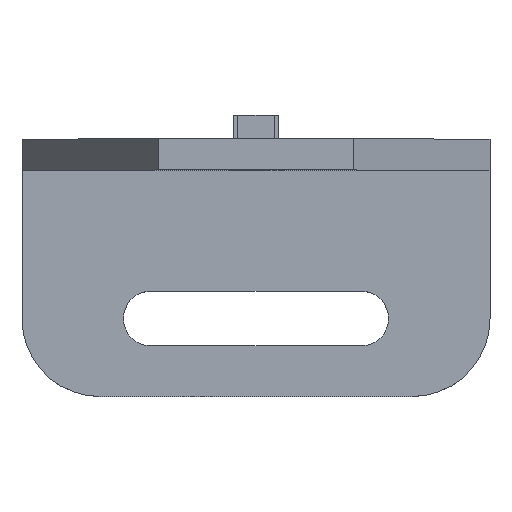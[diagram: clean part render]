
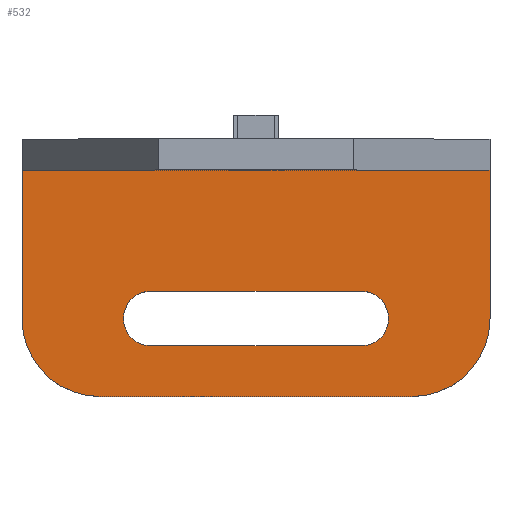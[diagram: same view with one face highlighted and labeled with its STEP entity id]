
A CAD part, top view. The second image highlights one B-rep face of the part: STEP entity #532.
In plain terms, the highlighted planar face has unit normal (0, 0, 1).
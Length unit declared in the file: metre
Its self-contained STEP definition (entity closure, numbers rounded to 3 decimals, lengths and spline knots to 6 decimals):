
#18=CIRCLE('',#576,0.0035);
#19=CIRCLE('',#577,0.0035);
#20=CIRCLE('',#578,0.01);
#21=CIRCLE('',#579,0.01);
#30=ORIENTED_EDGE('',*,*,#182,.T.);
#31=ORIENTED_EDGE('',*,*,#183,.F.);
#32=ORIENTED_EDGE('',*,*,#184,.F.);
#33=ORIENTED_EDGE('',*,*,#185,.F.);
#34=ORIENTED_EDGE('',*,*,#186,.T.);
#35=ORIENTED_EDGE('',*,*,#187,.T.);
#36=ORIENTED_EDGE('',*,*,#188,.F.);
#37=ORIENTED_EDGE('',*,*,#189,.T.);
#38=ORIENTED_EDGE('',*,*,#190,.F.);
#39=ORIENTED_EDGE('',*,*,#191,.T.);
#182=EDGE_CURVE('',#258,#259,#308,.T.);
#183=EDGE_CURVE('',#260,#259,#18,.T.);
#184=EDGE_CURVE('',#261,#260,#309,.T.);
#185=EDGE_CURVE('',#258,#261,#19,.T.);
#186=EDGE_CURVE('',#262,#263,#310,.T.);
#187=EDGE_CURVE('',#263,#264,#20,.F.);
#188=EDGE_CURVE('',#265,#264,#311,.T.);
#189=EDGE_CURVE('',#265,#266,#21,.F.);
#190=EDGE_CURVE('',#267,#266,#312,.T.);
#191=EDGE_CURVE('',#267,#262,#313,.T.);
#258=VERTEX_POINT('',#770);
#259=VERTEX_POINT('',#771);
#260=VERTEX_POINT('',#773);
#261=VERTEX_POINT('',#775);
#262=VERTEX_POINT('',#778);
#263=VERTEX_POINT('',#779);
#264=VERTEX_POINT('',#781);
#265=VERTEX_POINT('',#783);
#266=VERTEX_POINT('',#785);
#267=VERTEX_POINT('',#787);
#308=LINE('',#769,#372);
#309=LINE('',#774,#373);
#310=LINE('',#777,#374);
#311=LINE('',#782,#375);
#312=LINE('',#786,#376);
#313=LINE('',#788,#377);
#372=VECTOR('',#621,1.);
#373=VECTOR('',#624,1.);
#374=VECTOR('',#627,1.);
#375=VECTOR('',#630,1.);
#376=VECTOR('',#633,1.);
#377=VECTOR('',#634,1.);
#436=EDGE_LOOP('',(#30,#31,#32,#33));
#437=EDGE_LOOP('',(#34,#35,#36,#37,#38,#39));
#472=FACE_BOUND('',#436,.T.);
#473=FACE_BOUND('',#437,.T.);
#508=PLANE('',#575);
#532=ADVANCED_FACE('',(#472,#473),#508,.F.);
#575=AXIS2_PLACEMENT_3D('',#768,#619,#620);
#576=AXIS2_PLACEMENT_3D('',#772,#622,#623);
#577=AXIS2_PLACEMENT_3D('',#776,#625,#626);
#578=AXIS2_PLACEMENT_3D('',#780,#628,#629);
#579=AXIS2_PLACEMENT_3D('',#784,#631,#632);
#619=DIRECTION('',(0.,0.,-1.));
#620=DIRECTION('',(0.,1.,0.));
#621=DIRECTION('',(1.,0.,0.));
#622=DIRECTION('',(0.,0.,1.));
#623=DIRECTION('',(0.,-1.,0.));
#624=DIRECTION('',(1.,0.,0.));
#625=DIRECTION('',(0.,0.,1.));
#626=DIRECTION('',(0.,-1.,0.));
#627=DIRECTION('',(0.,-1.,0.));
#628=DIRECTION('',(0.,0.,-1.));
#629=DIRECTION('',(0.,1.,0.));
#630=DIRECTION('',(-1.,0.,0.));
#631=DIRECTION('',(0.,0.,-1.));
#632=DIRECTION('',(0.,1.,0.));
#633=DIRECTION('',(0.,-1.,0.));
#634=DIRECTION('',(-1.,0.,0.));
#768=CARTESIAN_POINT('',(0.025,-0.0185,0.004));
#769=CARTESIAN_POINT('',(0.0125,-0.0195,0.004));
#770=CARTESIAN_POINT('',(-0.001,-0.0195,0.004));
#771=CARTESIAN_POINT('',(0.026,-0.0195,0.004));
#772=CARTESIAN_POINT('',(0.026,-0.023,0.004));
#773=CARTESIAN_POINT('',(0.026,-0.0265,0.004));
#774=CARTESIAN_POINT('',(0.0125,-0.0265,0.004));
#775=CARTESIAN_POINT('',(-0.001,-0.0265,0.004));
#776=CARTESIAN_POINT('',(-0.001,-0.023,0.004));
#777=CARTESIAN_POINT('',(-0.0175,-0.0165,0.004));
#778=CARTESIAN_POINT('',(-0.0175,-0.004,0.004));
#779=CARTESIAN_POINT('',(-0.0175,-0.023,0.004));
#780=CARTESIAN_POINT('',(-0.0075,-0.023,0.004));
#781=CARTESIAN_POINT('',(-0.0075,-0.033,0.004));
#782=CARTESIAN_POINT('',(0.025,-0.033,0.004));
#783=CARTESIAN_POINT('',(0.0325,-0.033,0.004));
#784=CARTESIAN_POINT('',(0.0325,-0.023,0.004));
#785=CARTESIAN_POINT('',(0.0425,-0.023,0.004));
#786=CARTESIAN_POINT('',(0.0425,-0.0165,0.004));
#787=CARTESIAN_POINT('',(0.0425,-0.004,0.004));
#788=CARTESIAN_POINT('',(0.025,-0.004,0.004));
